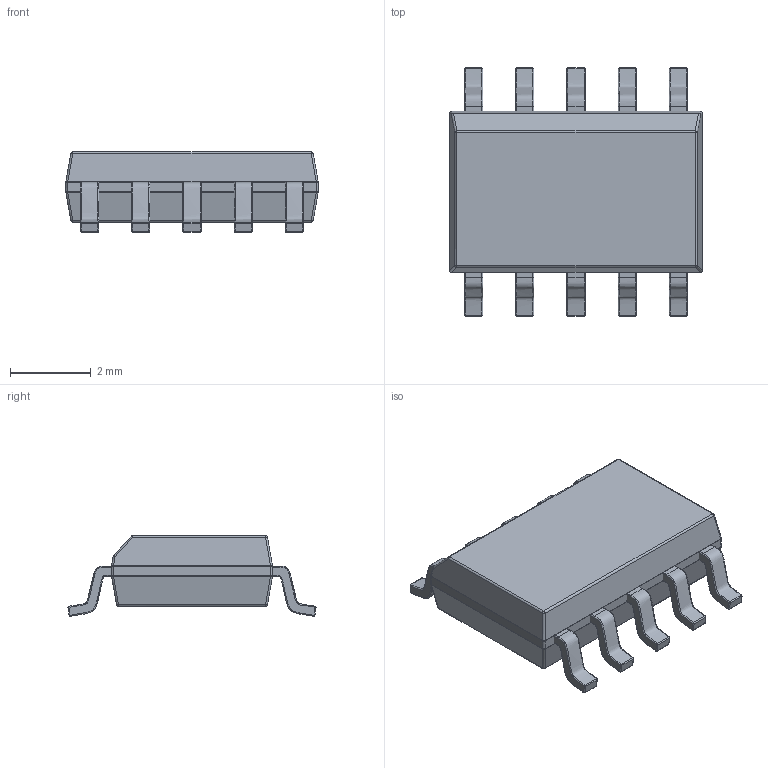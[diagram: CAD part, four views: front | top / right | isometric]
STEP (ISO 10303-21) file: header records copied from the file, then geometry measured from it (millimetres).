
FILE_DESCRIPTION(/* description */ (''),/* implementation_level */ '2;1');
FILE_NAME(/* name */ 'SOIC10~1',/* time_stamp */ '2013-12-08T16:22:50+01:00',/* author */ (''),/* organization */ (''),/* preprocessor_version */ 'ST-DEVELOPER v14',/* originating_system */ '',/* authorisation */ '');
FILE_SCHEMA (('AUTOMOTIVE_DESIGN'));
Length unit declared in the file: millimetre
Products named in the file (1): Document
Bounding box: 6.27 x 6.16 x 2 mm (x, y, z)
Volume: 43.8 mm3; surface area: 110.9 mm2
Topology: 11 solids, 11 shells, 478 faces, 971 edges, 520 vertices
Faces by surface type: bspline 437, plane 41
Entity records: 33472 total; most frequent: CARTESIAN_POINT 20993, B_SPLINE_CURVE_WITH_KNOTS 2372, ORIENTED_EDGE 1942, PCURVE 1942, DEFINITIONAL_REPRESENTATION 1942, SURFACE_CURVE 971, EDGE_CURVE 971, VERTEX_POINT 520
